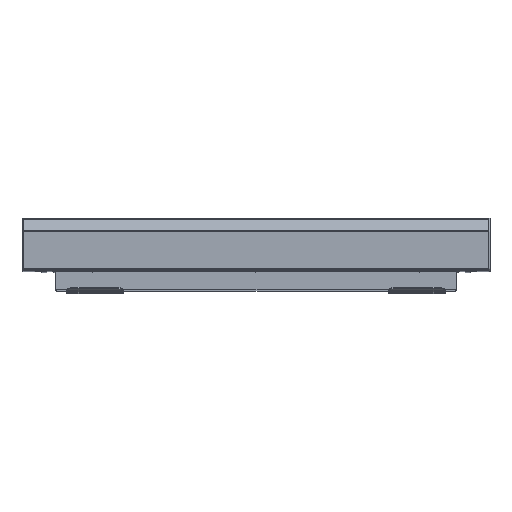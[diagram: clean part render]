
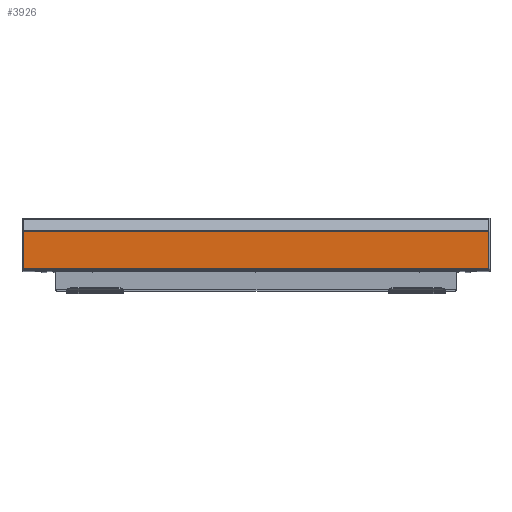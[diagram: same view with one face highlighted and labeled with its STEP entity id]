
A CAD part, top view. The second image highlights one B-rep face of the part: STEP entity #3926.
In plain terms, the highlighted planar face has unit normal (0, 0, 1).
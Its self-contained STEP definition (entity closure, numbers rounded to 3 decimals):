
#346 = VERTEX_POINT ( 'NONE', #6515 ) ;
#851 = CARTESIAN_POINT ( 'NONE',  ( -327.5, -19.054, 643. ) ) ;
#869 = CARTESIAN_POINT ( 'NONE',  ( -327.5, -69.906, 643. ) ) ;
#1307 = VECTOR ( 'NONE', #6976, 1000. ) ;
#1459 = EDGE_CURVE ( 'NONE', #7096, #346, #11031, .T. ) ;
#1819 = EDGE_LOOP ( 'NONE', ( #15499, #13497, #5417, #2384 ) ) ;
#2112 = LINE ( 'NONE', #12869, #12174 ) ;
#2130 = LINE ( 'NONE', #10698, #1307 ) ;
#2384 = ORIENTED_EDGE ( 'NONE', *, *, #8471, .T. ) ;
#2401 = CARTESIAN_POINT ( 'NONE',  ( -327.5, -19.054, 643. ) ) ;
#2557 = DIRECTION ( 'NONE',  ( 1., 0., 0. ) ) ;
#3181 = CARTESIAN_POINT ( 'NONE',  ( 327.5, -19.054, 643. ) ) ;
#3492 = DIRECTION ( 'NONE',  ( 0., 0., 1. ) ) ;
#3525 = AXIS2_PLACEMENT_3D ( 'NONE', #14671, #3492, #8343 ) ;
#3582 = PLANE ( 'NONE',  #3525 ) ;
#3657 = FACE_OUTER_BOUND ( 'NONE', #1819, .T. ) ;
#3926 = ADVANCED_FACE ( 'NONE', ( #3657 ), #3582, .T. ) ;
#4470 = EDGE_CURVE ( 'NONE', #346, #12486, #15372, .T. ) ;
#5417 = ORIENTED_EDGE ( 'NONE', *, *, #1459, .F. ) ;
#5831 = VECTOR ( 'NONE', #11814, 1000. ) ;
#6515 = CARTESIAN_POINT ( 'NONE',  ( 327.5, -19.054, 643. ) ) ;
#6976 = DIRECTION ( 'NONE',  ( 0., -1., 0. ) ) ;
#7096 = VERTEX_POINT ( 'NONE', #851 ) ;
#7536 = EDGE_CURVE ( 'NONE', #13499, #12486, #2112, .T. ) ;
#7977 = DIRECTION ( 'NONE',  ( 1., 0., 0. ) ) ;
#8343 = DIRECTION ( 'NONE',  ( 0., -1., 0. ) ) ;
#8471 = EDGE_CURVE ( 'NONE', #7096, #13499, #2130, .T. ) ;
#8593 = VECTOR ( 'NONE', #2557, 1000. ) ;
#10698 = CARTESIAN_POINT ( 'NONE',  ( -327.5, -19.054, 643. ) ) ;
#11031 = LINE ( 'NONE', #2401, #8593 ) ;
#11814 = DIRECTION ( 'NONE',  ( 0., -1., 0. ) ) ;
#12174 = VECTOR ( 'NONE', #7977, 1000. ) ;
#12486 = VERTEX_POINT ( 'NONE', #12765 ) ;
#12765 = CARTESIAN_POINT ( 'NONE',  ( 327.5, -69.906, 643. ) ) ;
#12869 = CARTESIAN_POINT ( 'NONE',  ( -327.5, -69.906, 643. ) ) ;
#13497 = ORIENTED_EDGE ( 'NONE', *, *, #4470, .F. ) ;
#13499 = VERTEX_POINT ( 'NONE', #869 ) ;
#14671 = CARTESIAN_POINT ( 'NONE',  ( -327.5, -19.054, 643. ) ) ;
#15372 = LINE ( 'NONE', #3181, #5831 ) ;
#15499 = ORIENTED_EDGE ( 'NONE', *, *, #7536, .T. ) ;
